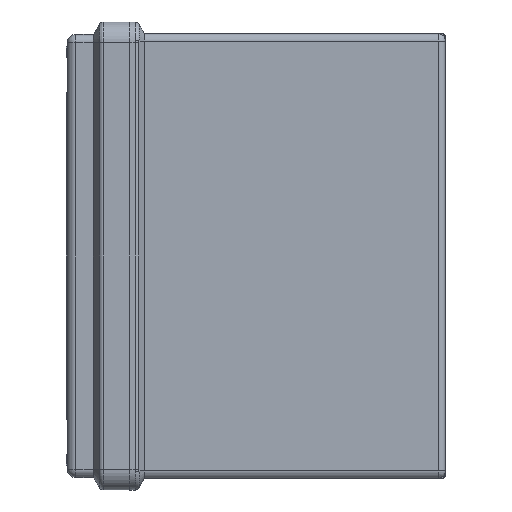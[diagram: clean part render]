
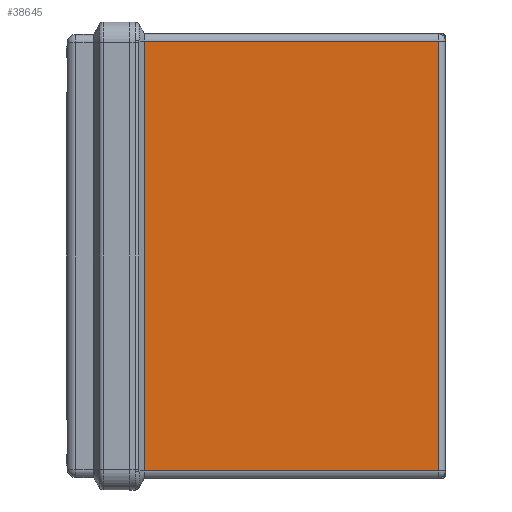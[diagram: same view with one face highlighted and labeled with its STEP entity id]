
A CAD part, left-side view. The second image highlights one B-rep face of the part: STEP entity #38645.
In plain terms, the highlighted planar face has unit normal (-1, 0, 0).
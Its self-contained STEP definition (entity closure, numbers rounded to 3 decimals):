
#702 = EDGE_CURVE ( 'NONE', #14992, #39822, #66568, .T. ) ;
#1056 = ORIENTED_EDGE ( 'NONE', *, *, #24699, .T. ) ;
#3497 = VERTEX_POINT ( 'NONE', #39422 ) ;
#3504 = CARTESIAN_POINT ( 'NONE',  ( -110.7, -3.525, -51.65 ) ) ;
#5195 = DIRECTION ( 'NONE',  ( 0., 1., 0. ) ) ;
#12248 = DIRECTION ( 'NONE',  ( 0., 0., 1. ) ) ;
#14566 = VERTEX_POINT ( 'NONE', #52502 ) ;
#14992 = VERTEX_POINT ( 'NONE', #3504 ) ;
#18823 = DIRECTION ( 'NONE',  ( -1., 0., 0. ) ) ;
#19804 = FACE_OUTER_BOUND ( 'NONE', #71172, .T. ) ;
#21552 = CARTESIAN_POINT ( 'NONE',  ( -110.7, -75.8, 51.65 ) ) ;
#23970 = DIRECTION ( 'NONE',  ( 0., -1., 0. ) ) ;
#24628 = VECTOR ( 'NONE', #23970, 1000. ) ;
#24699 = EDGE_CURVE ( 'NONE', #39822, #14566, #49315, .T. ) ;
#31160 = ORIENTED_EDGE ( 'NONE', *, *, #702, .T. ) ;
#32010 = EDGE_CURVE ( 'NONE', #14566, #3497, #58067, .T. ) ;
#36340 = VECTOR ( 'NONE', #70824, 1000. ) ;
#38645 = ADVANCED_FACE ( 'NONE', ( #19804 ), #67961, .T. ) ;
#39422 = CARTESIAN_POINT ( 'NONE',  ( -110.7, -3.525, 51.65 ) ) ;
#39818 = LINE ( 'NONE', #65247, #36340 ) ;
#39822 = VERTEX_POINT ( 'NONE', #63167 ) ;
#43335 = ORIENTED_EDGE ( 'NONE', *, *, #49958, .T. ) ;
#43468 = VECTOR ( 'NONE', #5195, 1000. ) ;
#47304 = ORIENTED_EDGE ( 'NONE', *, *, #32010, .T. ) ;
#47618 = VECTOR ( 'NONE', #12248, 1000. ) ;
#49315 = LINE ( 'NONE', #56137, #47618 ) ;
#49958 = EDGE_CURVE ( 'NONE', #3497, #14992, #39818, .T. ) ;
#51683 = CARTESIAN_POINT ( 'NONE',  ( -110.7, -75.8, -53.45 ) ) ;
#52502 = CARTESIAN_POINT ( 'NONE',  ( -110.7, -74.3, 51.65 ) ) ;
#56137 = CARTESIAN_POINT ( 'NONE',  ( -110.7, -74.3, 51.65 ) ) ;
#57183 = DIRECTION ( 'NONE',  ( 0., 0., 1. ) ) ;
#58067 = LINE ( 'NONE', #21552, #43468 ) ;
#63167 = CARTESIAN_POINT ( 'NONE',  ( -110.7, -74.3, -51.65 ) ) ;
#65151 = CARTESIAN_POINT ( 'NONE',  ( -110.7, -75.8, -51.65 ) ) ;
#65247 = CARTESIAN_POINT ( 'NONE',  ( -110.7, -3.525, -51.65 ) ) ;
#66568 = LINE ( 'NONE', #65151, #24628 ) ;
#67961 = PLANE ( 'NONE',  #69644 ) ;
#69644 = AXIS2_PLACEMENT_3D ( 'NONE', #51683, #18823, #57183 ) ;
#70824 = DIRECTION ( 'NONE',  ( 0., 0., -1. ) ) ;
#71172 = EDGE_LOOP ( 'NONE', ( #31160, #1056, #47304, #43335 ) ) ;
